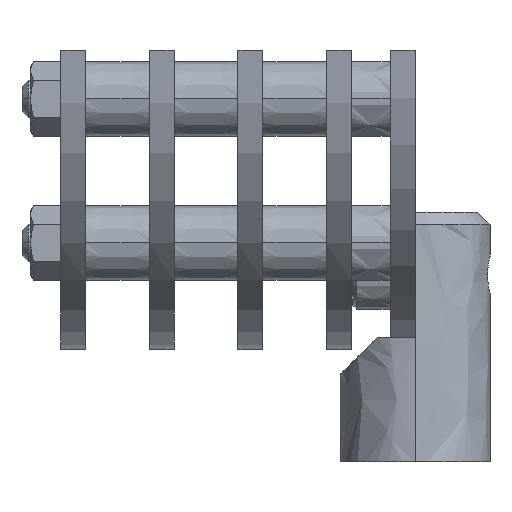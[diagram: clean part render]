
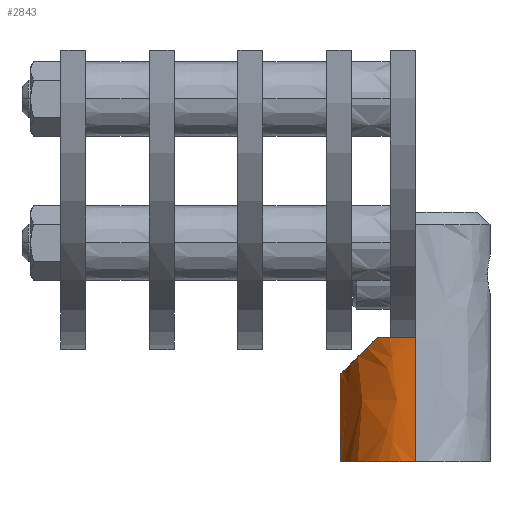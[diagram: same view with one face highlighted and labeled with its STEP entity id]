
A CAD part, left-side view. The second image highlights one B-rep face of the part: STEP entity #2843.
In plain terms, the highlighted free-form (B-spline) face has degree [2, 2] with [3, 3] control points.
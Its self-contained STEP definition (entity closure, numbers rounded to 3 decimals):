
#257 = DIRECTION ( 'NONE',  ( 0., 0., 1. ) ) ;
#581 = DIRECTION ( 'NONE',  ( 0., 0., 1. ) ) ;
#1009 = LINE ( 'NONE', #15266, #5199 ) ;
#1064 = AXIS2_PLACEMENT_3D ( 'NONE', #17379, #581, #3204 ) ;
#1164 = CARTESIAN_POINT ( 'NONE',  ( -6., 6., 0. ) ) ;
#1254 = EDGE_CURVE ( 'NONE', #17670, #13874, #13606, .T. ) ;
#1421 = LINE ( 'NONE', #17311, #17491 ) ;
#2433 = AXIS2_PLACEMENT_3D ( 'NONE', #8603, #257, #10029 ) ;
#2449 = CARTESIAN_POINT ( 'NONE',  ( -6., 6., 10. ) ) ;
#2843 = ADVANCED_FACE ( 'NONE', ( #7389 ), #6840, .T. ) ;
#2931 = CARTESIAN_POINT ( 'NONE',  ( -5.196, 3., 10. ) ) ;
#3204 = DIRECTION ( 'NONE',  ( 1., 0., 0. ) ) ;
#3324 = DIRECTION ( 'NONE',  ( 0., 0., 1. ) ) ;
#3537 = CIRCLE ( 'NONE', #2433, 6. ) ;
#3795 = CARTESIAN_POINT ( 'NONE',  ( -6., 0., 0. ) ) ;
#4016 = CARTESIAN_POINT ( 'NONE',  ( 0., 6., 7. ) ) ;
#4051 = EDGE_CURVE ( 'NONE', #7861, #13874, #1421, .T. ) ;
#4321 = CARTESIAN_POINT ( 'NONE',  ( 0., 6., 0. ) ) ;
#4799 = ORIENTED_EDGE ( 'NONE', *, *, #13881, .T. ) ;
#5199 = VECTOR ( 'NONE', #8285, 1000. ) ;
#5403 = CARTESIAN_POINT ( 'NONE',  ( 0., 6., 10. ) ) ;
#6325 = VERTEX_POINT ( 'NONE', #4321 ) ;
#6840 =( BOUNDED_SURFACE ( )  B_SPLINE_SURFACE ( 2, 2, ( 
 ( #13837, #11024, #5403 ),
 ( #1164, #15127, #2449 ),
 ( #3795, #9396, #15024 ) ),
 .UNSPECIFIED., .F., .F., .F. ) 
 B_SPLINE_SURFACE_WITH_KNOTS ( ( 3, 3 ),
 ( 3, 3 ),
 ( 0., 1. ),
 ( 0., 1. ),
 .UNSPECIFIED. ) 
 GEOMETRIC_REPRESENTATION_ITEM ( )  RATIONAL_B_SPLINE_SURFACE ( (
 ( 1., 1., 1.),
 ( 0.707, 0.707, 0.707),
 ( 1., 1., 1.) ) ) 
 REPRESENTATION_ITEM ( '' )  SURFACE ( )  );
#7389 = FACE_OUTER_BOUND ( 'NONE', #15864, .T. ) ;
#7861 = VERTEX_POINT ( 'NONE', #12593 ) ;
#8285 = DIRECTION ( 'NONE',  ( 0., 0., 1. ) ) ;
#8603 = CARTESIAN_POINT ( 'NONE',  ( 0., 0., 0. ) ) ;
#8618 = ORIENTED_EDGE ( 'NONE', *, *, #9638, .T. ) ;
#9190 = ORIENTED_EDGE ( 'NONE', *, *, #4051, .T. ) ;
#9396 = CARTESIAN_POINT ( 'NONE',  ( -6., 0., 5. ) ) ;
#9638 = EDGE_CURVE ( 'NONE', #6325, #7861, #3537, .T. ) ;
#9716 = ORIENTED_EDGE ( 'NONE', *, *, #1254, .F. ) ;
#10029 = DIRECTION ( 'NONE',  ( 1., 0., 0. ) ) ;
#10150 = CARTESIAN_POINT ( 'NONE',  ( -3.464, 6., 7. ) ) ;
#10371 =( BOUNDED_CURVE ( )  B_SPLINE_CURVE ( 2, ( #2931, #10150, #16045 ),
 .UNSPECIFIED., .F., .F. ) 
 B_SPLINE_CURVE_WITH_KNOTS ( ( 3, 3 ),
 ( 0., 1. ),
 .UNSPECIFIED. ) 
 CURVE ( )  GEOMETRIC_REPRESENTATION_ITEM ( )  RATIONAL_B_SPLINE_CURVE ( ( 1., 0.866, 1. ) ) 
 REPRESENTATION_ITEM ( '' )  );
#11024 = CARTESIAN_POINT ( 'NONE',  ( 0., 6., 5. ) ) ;
#11329 = VERTEX_POINT ( 'NONE', #4016 ) ;
#12160 = EDGE_CURVE ( 'NONE', #6325, #11329, #1009, .T. ) ;
#12367 = ORIENTED_EDGE ( 'NONE', *, *, #12160, .F. ) ;
#12593 = CARTESIAN_POINT ( 'NONE',  ( -6., 0., 0. ) ) ;
#13212 = CARTESIAN_POINT ( 'NONE',  ( -6., 0., 10. ) ) ;
#13490 = CARTESIAN_POINT ( 'NONE',  ( -5.196, 3., 10. ) ) ;
#13606 = CIRCLE ( 'NONE', #1064, 6. ) ;
#13837 = CARTESIAN_POINT ( 'NONE',  ( 0., 6., 0. ) ) ;
#13874 = VERTEX_POINT ( 'NONE', #13212 ) ;
#13881 = EDGE_CURVE ( 'NONE', #17670, #11329, #10371, .T. ) ;
#15024 = CARTESIAN_POINT ( 'NONE',  ( -6., 0., 10. ) ) ;
#15127 = CARTESIAN_POINT ( 'NONE',  ( -6., 6., 5. ) ) ;
#15266 = CARTESIAN_POINT ( 'NONE',  ( 0., 6., 0. ) ) ;
#15864 = EDGE_LOOP ( 'NONE', ( #9716, #4799, #12367, #8618, #9190 ) ) ;
#16045 = CARTESIAN_POINT ( 'NONE',  ( 0., 6., 7. ) ) ;
#17311 = CARTESIAN_POINT ( 'NONE',  ( -6., 0., 0. ) ) ;
#17379 = CARTESIAN_POINT ( 'NONE',  ( 0., 0., 10. ) ) ;
#17491 = VECTOR ( 'NONE', #3324, 1000. ) ;
#17670 = VERTEX_POINT ( 'NONE', #13490 ) ;
